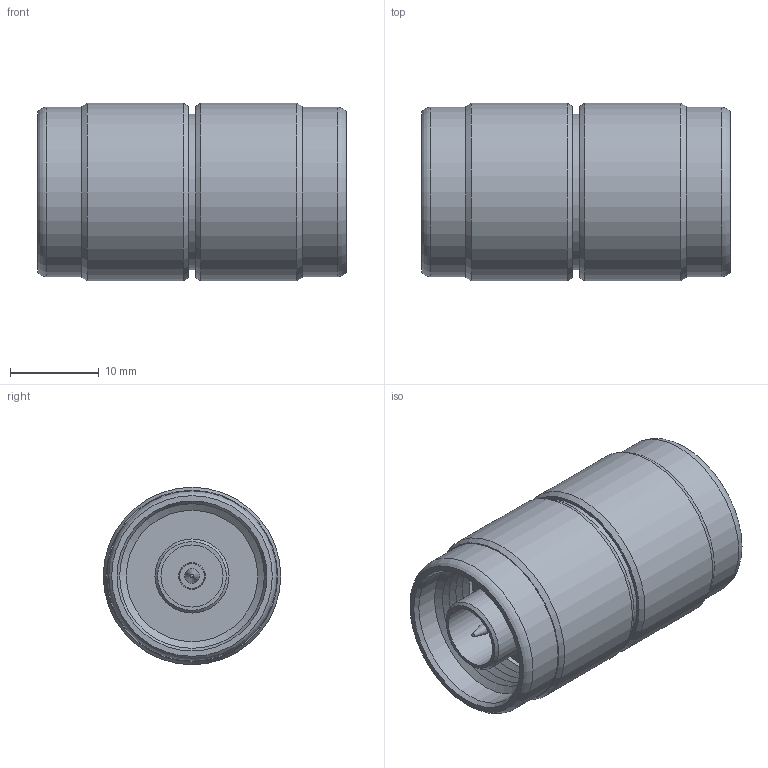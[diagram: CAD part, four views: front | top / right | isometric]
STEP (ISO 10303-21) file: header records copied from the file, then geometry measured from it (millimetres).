
FILE_DESCRIPTION (( 'STEP AP214' ), '1' );
FILE_NAME ('AXA-NMNM.STEP', '2018-01-05T16:10:54', ( '' ), ( '' ), 'SwSTEP 2.0', 'SolidWorks 2014', '' );
FILE_SCHEMA (( 'AUTOMOTIVE_DESIGN' ));
Length unit declared in the file: inch
Products named in the file (1): AXA-NMNM
Bounding box: 34.8 x 20 x 20 mm (x, y, z)
Volume: 6936.2 mm3; surface area: 5927.8 mm2
Topology: 1 solids, 1 shells, 76 faces, 139 edges, 79 vertices
Faces by surface type: cone 38, cylinder 19, plane 15, torus 4
Full cylindrical faces by diameter (mm): 1.66 x2, 2.986 x2, 7.001 x2, 8.352 x2, 16.009 x2, 16.306 x2, 17.508 x1, 17.607 x2, 19.107 x2, 19.999 x2
Entity records: 1736 total; most frequent: DIRECTION 304, CARTESIAN_POINT 227, AXIS2_PLACEMENT_3D 152, ORIENTED_EDGE 150, EDGE_LOOP 150, FACE_OUTER_BOUND 97, ADVANCED_FACE 76, CIRCLE 75
